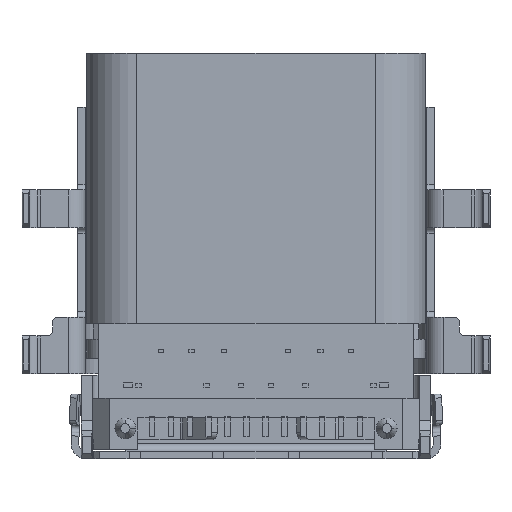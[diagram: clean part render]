
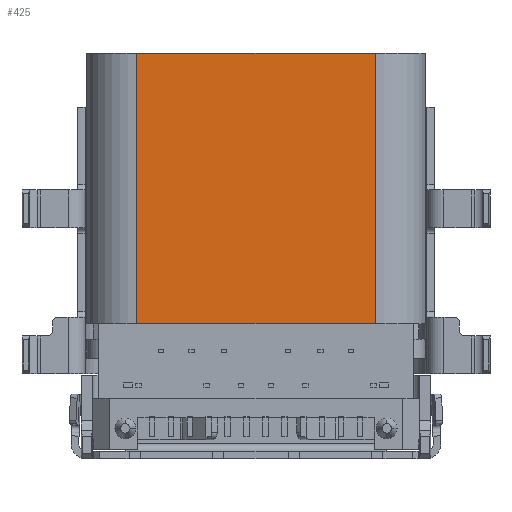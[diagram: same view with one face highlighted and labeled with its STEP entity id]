
A CAD part, front view. The second image highlights one B-rep face of the part: STEP entity #425.
In plain terms, the highlighted planar face has unit normal (0, -1, 0).
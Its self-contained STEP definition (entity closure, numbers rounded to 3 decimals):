
#425=ADVANCED_FACE('',(#1537),#1538,.T.);
#1537=FACE_OUTER_BOUND('',#2984,.T.);
#1538=PLANE('',#2985);
#2984=EDGE_LOOP('',(#7231,#7232,#7233,#7234));
#2985=AXIS2_PLACEMENT_3D('',#7235,#7236,#7237);
#7231=ORIENTED_EDGE('',*,*,#11224,.T.);
#7232=ORIENTED_EDGE('',*,*,#11090,.T.);
#7233=ORIENTED_EDGE('',*,*,#11225,.F.);
#7234=ORIENTED_EDGE('',*,*,#10461,.F.);
#7235=CARTESIAN_POINT('',(-3.145,-1.57,0.0));
#7236=DIRECTION('',(0.0,-1.0,0.0));
#7237=DIRECTION('',(0.0,0.0,-1.0));
#10461=EDGE_CURVE('',#12911,#12913,#12914,.T.);
#11090=EDGE_CURVE('',#14022,#14020,#14023,.T.);
#11224=EDGE_CURVE('',#12911,#14022,#14232,.T.);
#11225=EDGE_CURVE('',#12913,#14020,#14233,.T.);
#12911=VERTEX_POINT('',#16836);
#12913=VERTEX_POINT('',#16838);
#12914=LINE('',#16839,#16840);
#14020=VERTEX_POINT('',#18462);
#14022=VERTEX_POINT('',#18464);
#14023=LINE('',#18465,#18466);
#14232=LINE('',#18787,#18788);
#14233=LINE('',#18789,#18790);
#16836=CARTESIAN_POINT('',(-3.145,-1.57,0.0));
#16838=CARTESIAN_POINT('',(3.145,-1.57,0.0));
#16839=CARTESIAN_POINT('',(-3.145,-1.57,0.0));
#16840=VECTOR('',#21141,6.29);
#18462=CARTESIAN_POINT('',(3.145,-1.57,-7.14));
#18464=CARTESIAN_POINT('',(-3.145,-1.57,-7.14));
#18465=CARTESIAN_POINT('',(-3.145,-1.57,-7.14));
#18466=VECTOR('',#22018,6.29);
#18787=CARTESIAN_POINT('',(-3.145,-1.57,0.0));
#18788=VECTOR('',#22194,7.14);
#18789=CARTESIAN_POINT('',(3.145,-1.57,0.0));
#18790=VECTOR('',#22195,7.14);
#21141=DIRECTION('',(1.0,0.0,0.0));
#22018=DIRECTION('',(1.0,0.0,0.0));
#22194=DIRECTION('',(0.0,0.0,-1.0));
#22195=DIRECTION('',(0.0,0.0,-1.0));
